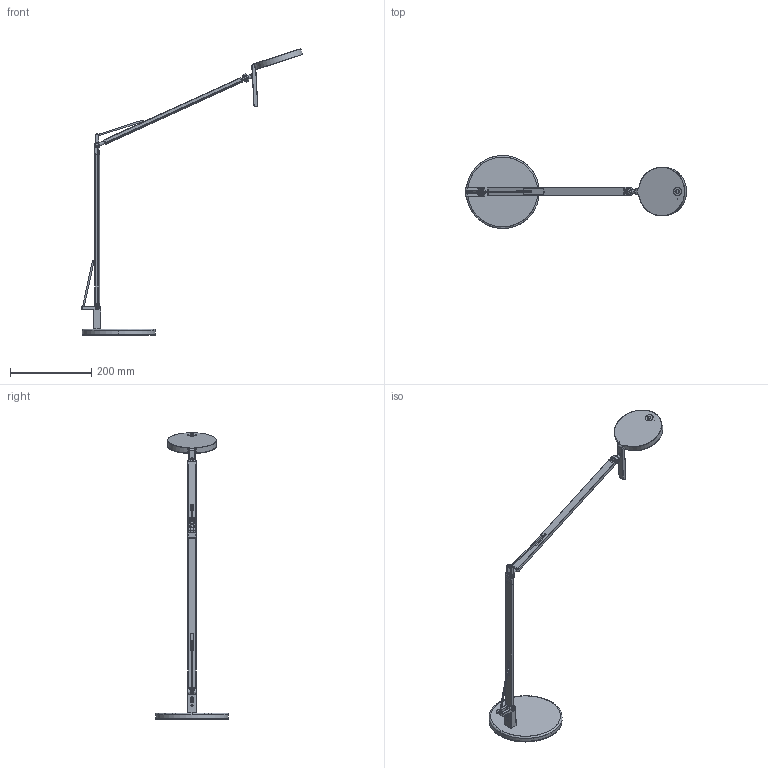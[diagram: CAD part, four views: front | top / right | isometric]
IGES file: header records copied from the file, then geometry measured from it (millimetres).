
Start section: SolidWorks IGES file using analytic representation for surfaces
Global section: file name: Part-ASSEMBLY MACA.IGS; native system: SolidWorks 2020; preprocessor: SolidWorks 2020; author: saraprats; date: 230925.110737; units: millimetre
Bounding box: 545.28 x 180 x 706.42 mm (x, y, z)
Surface area: 163853.9 mm2 (no closed solid volume)
Topology: 0 solids, 0 shells, 401 faces, 5775 edges, 5774 vertices
Faces by surface type: revolution 203, bspline 198
